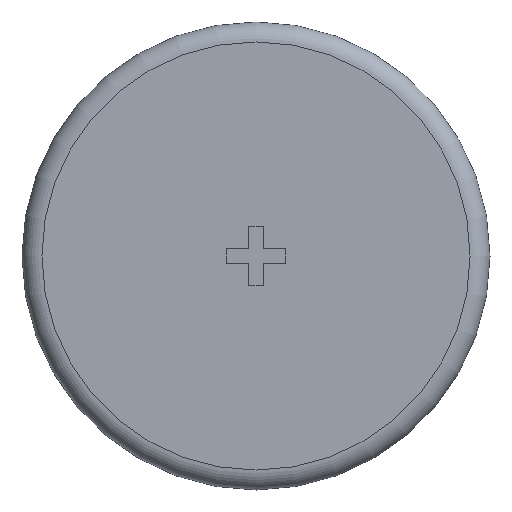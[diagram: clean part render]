
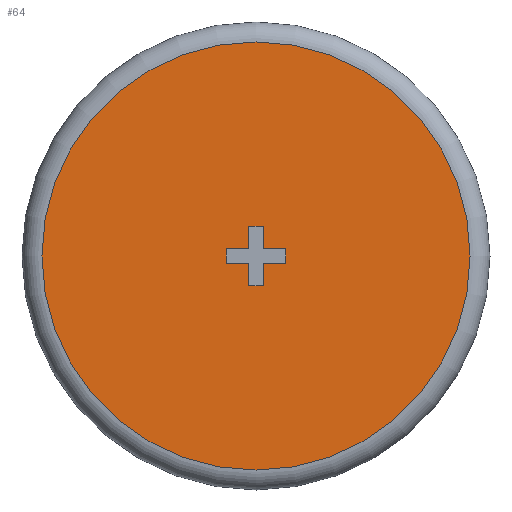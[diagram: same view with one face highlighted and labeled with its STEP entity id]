
A CAD part, front view. The second image highlights one B-rep face of the part: STEP entity #64.
In plain terms, the highlighted planar face has unit normal (0, -1, 0).
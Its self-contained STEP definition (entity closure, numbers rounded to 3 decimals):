
#64 = ADVANCED_FACE( '', ( #133, #134 ), #135, .F. );
#133 = FACE_BOUND( '', #206, .T. );
#134 = FACE_OUTER_BOUND( '', #207, .T. );
#135 = PLANE( '', #208 );
#206 = EDGE_LOOP( '', ( #325, #326, #327, #328, #329, #330, #331, #332, #333, #334, #335, #336 ) );
#207 = EDGE_LOOP( '', ( #337 ) );
#208 = AXIS2_PLACEMENT_3D( '', #338, #339, #340 );
#325 = ORIENTED_EDGE( '', *, *, #415, .T. );
#326 = ORIENTED_EDGE( '', *, *, #449, .F. );
#327 = ORIENTED_EDGE( '', *, *, #435, .T. );
#328 = ORIENTED_EDGE( '', *, *, #405, .T. );
#329 = ORIENTED_EDGE( '', *, *, #450, .T. );
#330 = ORIENTED_EDGE( '', *, *, #439, .T. );
#331 = ORIENTED_EDGE( '', *, *, #423, .T. );
#332 = ORIENTED_EDGE( '', *, *, #451, .T. );
#333 = ORIENTED_EDGE( '', *, *, #410, .T. );
#334 = ORIENTED_EDGE( '', *, *, #452, .T. );
#335 = ORIENTED_EDGE( '', *, *, #453, .T. );
#336 = ORIENTED_EDGE( '', *, *, #431, .T. );
#337 = ORIENTED_EDGE( '', *, *, #454, .T. );
#338 = CARTESIAN_POINT( '', ( 21.5, 0., 0. ) );
#339 = DIRECTION( '', ( 0., 1., 0. ) );
#340 = DIRECTION( '', ( 0., 0., 1. ) );
#405 = EDGE_CURVE( '', #467, #468, #469, .T. );
#410 = EDGE_CURVE( '', #476, #477, #478, .T. );
#415 = EDGE_CURVE( '', #485, #486, #487, .T. );
#423 = EDGE_CURVE( '', #499, #500, #501, .T. );
#431 = EDGE_CURVE( '', #513, #485, #514, .T. );
#435 = EDGE_CURVE( '', #519, #467, #520, .T. );
#439 = EDGE_CURVE( '', #525, #499, #526, .T. );
#449 = EDGE_CURVE( '', #519, #486, #538, .T. );
#450 = EDGE_CURVE( '', #468, #525, #539, .T. );
#451 = EDGE_CURVE( '', #500, #476, #540, .T. );
#452 = EDGE_CURVE( '', #477, #541, #542, .T. );
#453 = EDGE_CURVE( '', #541, #513, #543, .T. );
#454 = EDGE_CURVE( '', #544, #544, #545, .T. );
#467 = VERTEX_POINT( '', #559 );
#468 = VERTEX_POINT( '', #560 );
#469 = LINE( '', #561, #562 );
#476 = VERTEX_POINT( '', #572 );
#477 = VERTEX_POINT( '', #573 );
#478 = LINE( '', #574, #575 );
#485 = VERTEX_POINT( '', #585 );
#486 = VERTEX_POINT( '', #586 );
#487 = LINE( '', #587, #588 );
#499 = VERTEX_POINT( '', #603 );
#500 = VERTEX_POINT( '', #604 );
#501 = LINE( '', #605, #606 );
#513 = VERTEX_POINT( '', #621 );
#514 = LINE( '', #622, #623 );
#519 = VERTEX_POINT( '', #630 );
#520 = LINE( '', #631, #632 );
#525 = VERTEX_POINT( '', #639 );
#526 = LINE( '', #640, #641 );
#538 = LINE( '', #660, #661 );
#539 = LINE( '', #662, #663 );
#540 = LINE( '', #664, #665 );
#541 = VERTEX_POINT( '', #666 );
#542 = LINE( '', #667, #668 );
#543 = LINE( '', #669, #670 );
#544 = VERTEX_POINT( '', #671 );
#545 = CIRCLE( '', #672, 21.5 );
#559 = CARTESIAN_POINT( '', ( 0.75, 0., -0.75 ) );
#560 = CARTESIAN_POINT( '', ( 0.75, 0., -3. ) );
#561 = CARTESIAN_POINT( '', ( 0.75, 0., -0.75 ) );
#562 = VECTOR( '', #686, 1000. );
#572 = CARTESIAN_POINT( '', ( -3., 0., 0.75 ) );
#573 = CARTESIAN_POINT( '', ( -0.75, 0., 0.75 ) );
#574 = CARTESIAN_POINT( '', ( -3., 0., 0.75 ) );
#575 = VECTOR( '', #690, 1000. );
#585 = CARTESIAN_POINT( '', ( 0.75, 0., 0.75 ) );
#586 = CARTESIAN_POINT( '', ( 3., 0., 0.75 ) );
#587 = CARTESIAN_POINT( '', ( 0.75, 0., 0.75 ) );
#588 = VECTOR( '', #694, 1000. );
#603 = CARTESIAN_POINT( '', ( -0.75, 0., -0.75 ) );
#604 = CARTESIAN_POINT( '', ( -3., 0., -0.75 ) );
#605 = CARTESIAN_POINT( '', ( -0.75, 0., -0.75 ) );
#606 = VECTOR( '', #704, 1000. );
#621 = CARTESIAN_POINT( '', ( 0.75, 0., 3. ) );
#622 = CARTESIAN_POINT( '', ( 0.75, 0., 3. ) );
#623 = VECTOR( '', #714, 1000. );
#630 = CARTESIAN_POINT( '', ( 3., 0., -0.75 ) );
#631 = CARTESIAN_POINT( '', ( 3., 0., -0.75 ) );
#632 = VECTOR( '', #717, 1000. );
#639 = CARTESIAN_POINT( '', ( -0.75, 0., -3. ) );
#640 = CARTESIAN_POINT( '', ( -0.75, 0., -3. ) );
#641 = VECTOR( '', #720, 1000. );
#660 = CARTESIAN_POINT( '', ( 3., 0., 0. ) );
#661 = VECTOR( '', #728, 1000. );
#662 = CARTESIAN_POINT( '', ( 0.75, 0., -3. ) );
#663 = VECTOR( '', #729, 1000. );
#664 = CARTESIAN_POINT( '', ( -3., 0., -0.75 ) );
#665 = VECTOR( '', #730, 1000. );
#666 = CARTESIAN_POINT( '', ( -0.75, 0., 3. ) );
#667 = CARTESIAN_POINT( '', ( -0.75, 0., 0.75 ) );
#668 = VECTOR( '', #731, 1000. );
#669 = CARTESIAN_POINT( '', ( -0.75, 0., 3. ) );
#670 = VECTOR( '', #732, 1000. );
#671 = CARTESIAN_POINT( '', ( 0., 0., -21.5 ) );
#672 = AXIS2_PLACEMENT_3D( '', #733, #734, #735 );
#686 = DIRECTION( '', ( 0., 0., -1. ) );
#690 = DIRECTION( '', ( 1., 0., 0. ) );
#694 = DIRECTION( '', ( 1., 0., 0. ) );
#704 = DIRECTION( '', ( -1., 0., 0. ) );
#714 = DIRECTION( '', ( 0., 0., -1. ) );
#717 = DIRECTION( '', ( -1., 0., 0. ) );
#720 = DIRECTION( '', ( 0., 0., 1. ) );
#728 = DIRECTION( '', ( 0., 0., 1. ) );
#729 = DIRECTION( '', ( -1., 0., 0. ) );
#730 = DIRECTION( '', ( 0., 0., 1. ) );
#731 = DIRECTION( '', ( 0., 0., 1. ) );
#732 = DIRECTION( '', ( 1., 0., 0. ) );
#733 = CARTESIAN_POINT( '', ( 0., 0., 0. ) );
#734 = DIRECTION( '', ( 0., -1., 0. ) );
#735 = DIRECTION( '', ( 0., 0., -1. ) );
